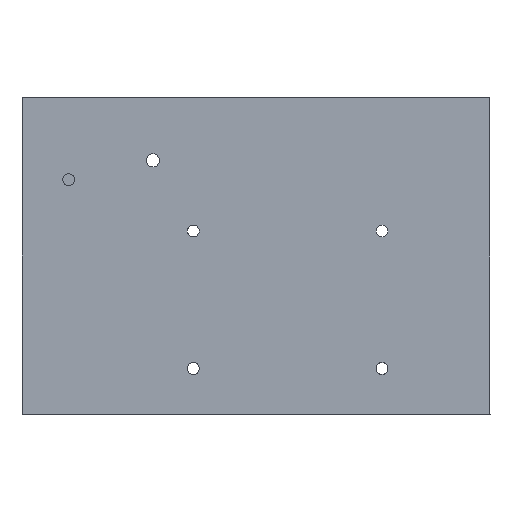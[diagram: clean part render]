
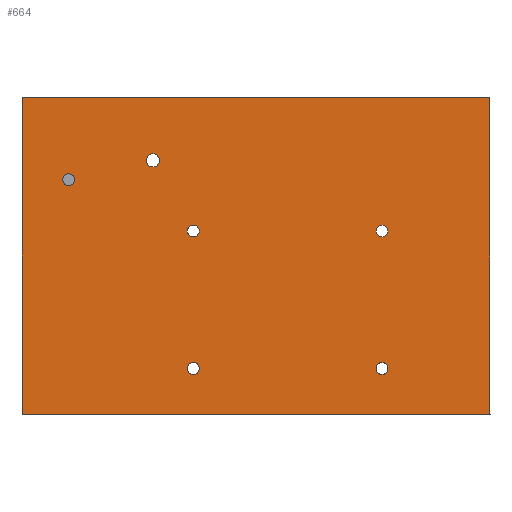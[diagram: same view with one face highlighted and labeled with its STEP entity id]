
A CAD part, front view. The second image highlights one B-rep face of the part: STEP entity #664.
In plain terms, the highlighted planar face has unit normal (0, -1, 0).
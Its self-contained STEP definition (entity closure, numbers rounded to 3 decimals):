
#22=FACE_BOUND('',#120,.T.);
#23=FACE_BOUND('',#121,.T.);
#24=FACE_BOUND('',#122,.T.);
#25=FACE_BOUND('',#123,.T.);
#26=FACE_BOUND('',#124,.T.);
#27=FACE_BOUND('',#125,.T.);
#40=PLANE('',#733);
#75=FACE_OUTER_BOUND('',#119,.T.);
#119=EDGE_LOOP('',(#527,#528,#529,#530));
#120=EDGE_LOOP('',(#531));
#121=EDGE_LOOP('',(#532));
#122=EDGE_LOOP('',(#533));
#123=EDGE_LOOP('',(#534));
#124=EDGE_LOOP('',(#535));
#125=EDGE_LOOP('',(#536));
#174=LINE('',#1042,#244);
#175=LINE('',#1044,#245);
#176=LINE('',#1046,#246);
#177=LINE('',#1047,#247);
#244=VECTOR('',#858,87.9);
#245=VECTOR('',#859,130.);
#246=VECTOR('',#860,87.9);
#247=VECTOR('',#861,130.);
#286=CIRCLE('',#698,1.85);
#298=CIRCLE('',#723,1.65);
#299=CIRCLE('',#725,1.65);
#300=CIRCLE('',#727,1.65);
#302=CIRCLE('',#730,1.65);
#303=CIRCLE('',#732,1.65);
#306=VERTEX_POINT('',#942);
#334=VERTEX_POINT('',#1018);
#335=VERTEX_POINT('',#1022);
#336=VERTEX_POINT('',#1026);
#338=VERTEX_POINT('',#1032);
#339=VERTEX_POINT('',#1036);
#340=VERTEX_POINT('',#1040);
#341=VERTEX_POINT('',#1041);
#342=VERTEX_POINT('',#1043);
#343=VERTEX_POINT('',#1045);
#366=EDGE_CURVE('',#306,#306,#286,.T.);
#402=EDGE_CURVE('',#334,#334,#298,.T.);
#404=EDGE_CURVE('',#335,#335,#299,.T.);
#406=EDGE_CURVE('',#336,#336,#300,.T.);
#409=EDGE_CURVE('',#338,#338,#302,.T.);
#411=EDGE_CURVE('',#339,#339,#303,.T.);
#412=EDGE_CURVE('',#340,#341,#174,.T.);
#413=EDGE_CURVE('',#342,#340,#175,.T.);
#414=EDGE_CURVE('',#343,#342,#176,.T.);
#415=EDGE_CURVE('',#341,#343,#177,.T.);
#527=ORIENTED_EDGE('',*,*,#412,.F.);
#528=ORIENTED_EDGE('',*,*,#413,.F.);
#529=ORIENTED_EDGE('',*,*,#414,.F.);
#530=ORIENTED_EDGE('',*,*,#415,.F.);
#531=ORIENTED_EDGE('',*,*,#366,.T.);
#532=ORIENTED_EDGE('',*,*,#411,.F.);
#533=ORIENTED_EDGE('',*,*,#409,.F.);
#534=ORIENTED_EDGE('',*,*,#406,.F.);
#535=ORIENTED_EDGE('',*,*,#404,.F.);
#536=ORIENTED_EDGE('',*,*,#402,.F.);
#664=ADVANCED_FACE('',(#75,#22,#23,#24,#25,#26,#27),#40,.F.);
#698=AXIS2_PLACEMENT_3D('',#943,#758,#759);
#723=AXIS2_PLACEMENT_3D('',#1020,#832,#833);
#725=AXIS2_PLACEMENT_3D('',#1024,#837,#838);
#727=AXIS2_PLACEMENT_3D('',#1028,#842,#843);
#730=AXIS2_PLACEMENT_3D('',#1034,#849,#850);
#732=AXIS2_PLACEMENT_3D('',#1038,#854,#855);
#733=AXIS2_PLACEMENT_3D('',#1039,#856,#857);
#758=DIRECTION('center_axis',(0.,1.,0.));
#759=DIRECTION('ref_axis',(1.,0.,0.));
#832=DIRECTION('center_axis',(0.,-1.,0.));
#833=DIRECTION('ref_axis',(0.,0.,-1.));
#837=DIRECTION('center_axis',(0.,-1.,0.));
#838=DIRECTION('ref_axis',(0.,0.,-1.));
#842=DIRECTION('center_axis',(0.,-1.,0.));
#843=DIRECTION('ref_axis',(0.,0.,-1.));
#849=DIRECTION('center_axis',(0.,-1.,0.));
#850=DIRECTION('ref_axis',(0.,0.,-1.));
#854=DIRECTION('center_axis',(0.,-1.,0.));
#855=DIRECTION('ref_axis',(0.,0.,-1.));
#856=DIRECTION('center_axis',(0.,1.,0.));
#857=DIRECTION('ref_axis',(-1.,0.,0.));
#858=DIRECTION('',(0.,0.,-1.));
#859=DIRECTION('',(1.,0.,0.));
#860=DIRECTION('',(0.,0.,1.));
#861=DIRECTION('',(-1.,0.,0.));
#942=CARTESIAN_POINT('',(-8.955,-82.86,27.313));
#943=CARTESIAN_POINT('Origin',(-7.105,-82.86,27.313));
#1018=CARTESIAN_POINT('',(4.136,-82.86,-28.86));
#1020=CARTESIAN_POINT('Origin',(4.136,-82.86,-30.51));
#1022=CARTESIAN_POINT('',(56.536,-82.86,9.34));
#1024=CARTESIAN_POINT('Origin',(56.536,-82.86,7.69));
#1026=CARTESIAN_POINT('',(4.136,-82.86,9.34));
#1028=CARTESIAN_POINT('Origin',(4.136,-82.86,7.69));
#1032=CARTESIAN_POINT('',(-30.49,-82.86,23.565));
#1034=CARTESIAN_POINT('Origin',(-30.49,-82.86,21.915));
#1036=CARTESIAN_POINT('',(56.536,-82.86,-28.86));
#1038=CARTESIAN_POINT('Origin',(56.536,-82.86,-30.51));
#1039=CARTESIAN_POINT('Origin',(21.536,-82.86,-0.31));
#1040=CARTESIAN_POINT('',(86.536,-82.86,44.69));
#1041=CARTESIAN_POINT('',(86.536,-82.86,-43.21));
#1042=CARTESIAN_POINT('',(86.536,-82.86,44.69));
#1043=CARTESIAN_POINT('',(-43.464,-82.86,44.69));
#1044=CARTESIAN_POINT('',(-43.464,-82.86,44.69));
#1045=CARTESIAN_POINT('',(-43.464,-82.86,-43.21));
#1046=CARTESIAN_POINT('',(-43.464,-82.86,-43.21));
#1047=CARTESIAN_POINT('',(86.536,-82.86,-43.21));
